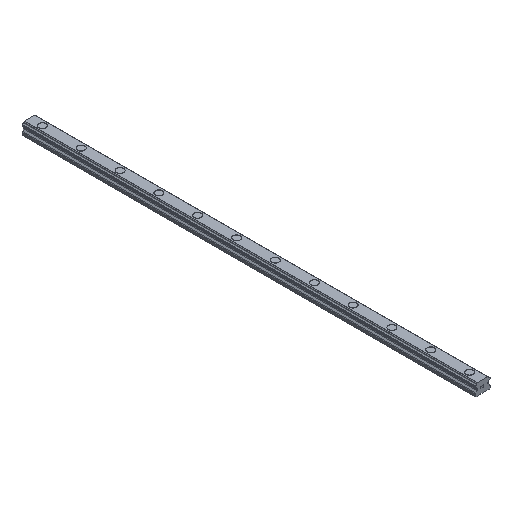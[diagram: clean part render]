
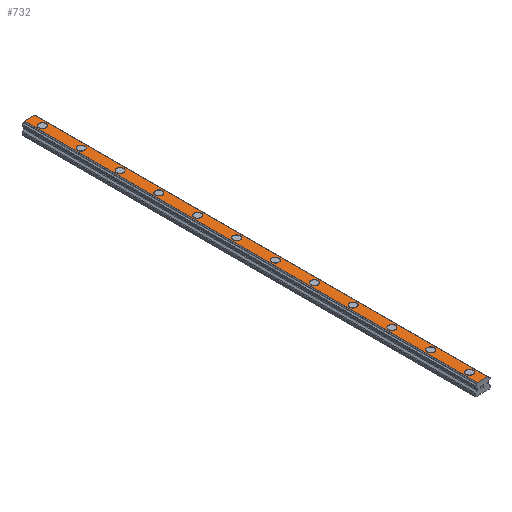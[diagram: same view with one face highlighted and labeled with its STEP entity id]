
A CAD part, isometric view. The second image highlights one B-rep face of the part: STEP entity #732.
In plain terms, the highlighted planar face has unit normal (0, 0, 1).
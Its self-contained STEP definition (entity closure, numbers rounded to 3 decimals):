
#732=ADVANCED_FACE('',(#1493,#1494,#1495,#1496,#1497,#1498,#1499,#1500,#1501,#1502,#1503,#1504,#1505),#1506,.T.);
#1493=FACE_BOUND('',#2276,.T.);
#1494=FACE_BOUND('',#2277,.T.);
#1495=FACE_BOUND('',#2278,.T.);
#1496=FACE_BOUND('',#2279,.T.);
#1497=FACE_BOUND('',#2280,.T.);
#1498=FACE_BOUND('',#2281,.T.);
#1499=FACE_BOUND('',#2282,.T.);
#1500=FACE_BOUND('',#2283,.T.);
#1501=FACE_BOUND('',#2284,.T.);
#1502=FACE_BOUND('',#2285,.T.);
#1503=FACE_BOUND('',#2286,.T.);
#1504=FACE_BOUND('',#2287,.T.);
#1505=FACE_OUTER_BOUND('',#2288,.T.);
#1506=PLANE('',#2289);
#2276=EDGE_LOOP('',(#4440,#4441));
#2277=EDGE_LOOP('',(#4442,#4443));
#2278=EDGE_LOOP('',(#4444,#4445));
#2279=EDGE_LOOP('',(#4446,#4447));
#2280=EDGE_LOOP('',(#4448,#4449));
#2281=EDGE_LOOP('',(#4450,#4451));
#2282=EDGE_LOOP('',(#4452,#4453));
#2283=EDGE_LOOP('',(#4454,#4455));
#2284=EDGE_LOOP('',(#4456,#4457));
#2285=EDGE_LOOP('',(#4458,#4459));
#2286=EDGE_LOOP('',(#4460,#4461));
#2287=EDGE_LOOP('',(#4462,#4463));
#2288=EDGE_LOOP('',(#4464,#4465,#4466,#4467));
#2289=AXIS2_PLACEMENT_3D('',#4468,#4469,#4470);
#4440=ORIENTED_EDGE('',*,*,#4825,.T.);
#4441=ORIENTED_EDGE('',*,*,#5283,.T.);
#4442=ORIENTED_EDGE('',*,*,#4811,.T.);
#4443=ORIENTED_EDGE('',*,*,#5325,.T.);
#4444=ORIENTED_EDGE('',*,*,#4797,.T.);
#4445=ORIENTED_EDGE('',*,*,#5340,.T.);
#4446=ORIENTED_EDGE('',*,*,#4783,.T.);
#4447=ORIENTED_EDGE('',*,*,#5355,.T.);
#4448=ORIENTED_EDGE('',*,*,#4769,.T.);
#4449=ORIENTED_EDGE('',*,*,#5370,.T.);
#4450=ORIENTED_EDGE('',*,*,#4755,.T.);
#4451=ORIENTED_EDGE('',*,*,#5385,.T.);
#4452=ORIENTED_EDGE('',*,*,#4741,.T.);
#4453=ORIENTED_EDGE('',*,*,#5400,.T.);
#4454=ORIENTED_EDGE('',*,*,#4727,.T.);
#4455=ORIENTED_EDGE('',*,*,#5415,.T.);
#4456=ORIENTED_EDGE('',*,*,#4713,.T.);
#4457=ORIENTED_EDGE('',*,*,#5430,.T.);
#4458=ORIENTED_EDGE('',*,*,#4699,.T.);
#4459=ORIENTED_EDGE('',*,*,#5445,.T.);
#4460=ORIENTED_EDGE('',*,*,#4685,.T.);
#4461=ORIENTED_EDGE('',*,*,#5460,.T.);
#4462=ORIENTED_EDGE('',*,*,#4671,.T.);
#4463=ORIENTED_EDGE('',*,*,#5475,.T.);
#4464=ORIENTED_EDGE('',*,*,#5262,.T.);
#4465=ORIENTED_EDGE('',*,*,#5528,.F.);
#4466=ORIENTED_EDGE('',*,*,#5136,.T.);
#4467=ORIENTED_EDGE('',*,*,#5526,.T.);
#4468=CARTESIAN_POINT('',(0.,700.0,18.));
#4469=DIRECTION('',(0.0,0.0,1.0));
#4470=DIRECTION('',(-1.0,0.0,0.0));
#4671=EDGE_CURVE('',#5588,#5585,#5589,.T.);
#4685=EDGE_CURVE('',#5614,#5611,#5615,.T.);
#4699=EDGE_CURVE('',#5640,#5637,#5641,.T.);
#4713=EDGE_CURVE('',#5666,#5663,#5667,.T.);
#4727=EDGE_CURVE('',#5692,#5689,#5693,.T.);
#4741=EDGE_CURVE('',#5718,#5715,#5719,.T.);
#4755=EDGE_CURVE('',#5744,#5741,#5745,.T.);
#4769=EDGE_CURVE('',#5770,#5767,#5771,.T.);
#4783=EDGE_CURVE('',#5796,#5793,#5797,.T.);
#4797=EDGE_CURVE('',#5822,#5819,#5823,.T.);
#4811=EDGE_CURVE('',#5848,#5845,#5849,.T.);
#4825=EDGE_CURVE('',#5874,#5871,#5875,.T.);
#5136=EDGE_CURVE('',#6333,#6331,#6334,.T.);
#5262=EDGE_CURVE('',#6540,#6538,#6541,.T.);
#5283=EDGE_CURVE('',#5871,#5874,#6580,.T.);
#5325=EDGE_CURVE('',#5845,#5848,#6637,.T.);
#5340=EDGE_CURVE('',#5819,#5822,#6655,.T.);
#5355=EDGE_CURVE('',#5793,#5796,#6673,.T.);
#5370=EDGE_CURVE('',#5767,#5770,#6691,.T.);
#5385=EDGE_CURVE('',#5741,#5744,#6709,.T.);
#5400=EDGE_CURVE('',#5715,#5718,#6727,.T.);
#5415=EDGE_CURVE('',#5689,#5692,#6745,.T.);
#5430=EDGE_CURVE('',#5663,#5666,#6763,.T.);
#5445=EDGE_CURVE('',#5637,#5640,#6781,.T.);
#5460=EDGE_CURVE('',#5611,#5614,#6799,.T.);
#5475=EDGE_CURVE('',#5585,#5588,#6817,.T.);
#5526=EDGE_CURVE('',#6331,#6540,#6871,.T.);
#5528=EDGE_CURVE('',#6333,#6538,#6873,.T.);
#5585=VERTEX_POINT('',#6932);
#5588=VERTEX_POINT('',#6936);
#5589=CIRCLE('',#6937,5.5);
#5611=VERTEX_POINT('',#6962);
#5614=VERTEX_POINT('',#6966);
#5615=CIRCLE('',#6967,5.5);
#5637=VERTEX_POINT('',#6992);
#5640=VERTEX_POINT('',#6996);
#5641=CIRCLE('',#6997,5.5);
#5663=VERTEX_POINT('',#7022);
#5666=VERTEX_POINT('',#7026);
#5667=CIRCLE('',#7027,5.5);
#5689=VERTEX_POINT('',#7052);
#5692=VERTEX_POINT('',#7056);
#5693=CIRCLE('',#7057,5.5);
#5715=VERTEX_POINT('',#7082);
#5718=VERTEX_POINT('',#7086);
#5719=CIRCLE('',#7087,5.5);
#5741=VERTEX_POINT('',#7112);
#5744=VERTEX_POINT('',#7116);
#5745=CIRCLE('',#7117,5.5);
#5767=VERTEX_POINT('',#7142);
#5770=VERTEX_POINT('',#7146);
#5771=CIRCLE('',#7147,5.5);
#5793=VERTEX_POINT('',#7172);
#5796=VERTEX_POINT('',#7176);
#5797=CIRCLE('',#7177,5.5);
#5819=VERTEX_POINT('',#7202);
#5822=VERTEX_POINT('',#7206);
#5823=CIRCLE('',#7207,5.5);
#5845=VERTEX_POINT('',#7232);
#5848=VERTEX_POINT('',#7236);
#5849=CIRCLE('',#7237,5.5);
#5871=VERTEX_POINT('',#7262);
#5874=VERTEX_POINT('',#7266);
#5875=CIRCLE('',#7267,5.5);
#6331=VERTEX_POINT('',#7873);
#6333=VERTEX_POINT('',#7875);
#6334=LINE('',#7876,#7877);
#6538=VERTEX_POINT('',#8162);
#6540=VERTEX_POINT('',#8164);
#6541=LINE('',#8165,#8166);
#6580=CIRCLE('',#8214,5.5);
#6637=CIRCLE('',#8288,5.5);
#6655=CIRCLE('',#8309,5.5);
#6673=CIRCLE('',#8330,5.5);
#6691=CIRCLE('',#8351,5.5);
#6709=CIRCLE('',#8372,5.5);
#6727=CIRCLE('',#8393,5.5);
#6745=CIRCLE('',#8414,5.5);
#6763=CIRCLE('',#8435,5.5);
#6781=CIRCLE('',#8456,5.5);
#6799=CIRCLE('',#8477,5.5);
#6817=CIRCLE('',#8498,5.5);
#6871=LINE('',#8573,#8574);
#6873=LINE('',#8576,#8577);
#6932=CARTESIAN_POINT('',(5.5,20.0,18.));
#6936=CARTESIAN_POINT('',(-5.5,20.0,18.));
#6937=AXIS2_PLACEMENT_3D('',#8655,#8656,#8657);
#6962=CARTESIAN_POINT('',(5.5,80.0,18.));
#6966=CARTESIAN_POINT('',(-5.5,80.0,18.));
#6967=AXIS2_PLACEMENT_3D('',#8683,#8684,#8685);
#6992=CARTESIAN_POINT('',(5.5,140.0,18.));
#6996=CARTESIAN_POINT('',(-5.5,140.0,18.));
#6997=AXIS2_PLACEMENT_3D('',#8711,#8712,#8713);
#7022=CARTESIAN_POINT('',(5.5,200.0,18.));
#7026=CARTESIAN_POINT('',(-5.5,200.0,18.));
#7027=AXIS2_PLACEMENT_3D('',#8739,#8740,#8741);
#7052=CARTESIAN_POINT('',(5.5,260.0,18.));
#7056=CARTESIAN_POINT('',(-5.5,260.0,18.));
#7057=AXIS2_PLACEMENT_3D('',#8767,#8768,#8769);
#7082=CARTESIAN_POINT('',(5.5,320.0,18.));
#7086=CARTESIAN_POINT('',(-5.5,320.0,18.));
#7087=AXIS2_PLACEMENT_3D('',#8795,#8796,#8797);
#7112=CARTESIAN_POINT('',(5.5,380.0,18.));
#7116=CARTESIAN_POINT('',(-5.5,380.0,18.));
#7117=AXIS2_PLACEMENT_3D('',#8823,#8824,#8825);
#7142=CARTESIAN_POINT('',(5.5,440.0,18.));
#7146=CARTESIAN_POINT('',(-5.5,440.0,18.));
#7147=AXIS2_PLACEMENT_3D('',#8851,#8852,#8853);
#7172=CARTESIAN_POINT('',(5.5,500.0,18.));
#7176=CARTESIAN_POINT('',(-5.5,500.0,18.));
#7177=AXIS2_PLACEMENT_3D('',#8879,#8880,#8881);
#7202=CARTESIAN_POINT('',(5.5,560.0,18.));
#7206=CARTESIAN_POINT('',(-5.5,560.0,18.));
#7207=AXIS2_PLACEMENT_3D('',#8907,#8908,#8909);
#7232=CARTESIAN_POINT('',(5.5,620.0,18.));
#7236=CARTESIAN_POINT('',(-5.5,620.0,18.));
#7237=AXIS2_PLACEMENT_3D('',#8935,#8936,#8937);
#7262=CARTESIAN_POINT('',(5.5,680.0,18.));
#7266=CARTESIAN_POINT('',(-5.5,680.0,18.));
#7267=AXIS2_PLACEMENT_3D('',#8963,#8964,#8965);
#7873=CARTESIAN_POINT('',(-7.959,700.0,18.));
#7875=CARTESIAN_POINT('',(7.959,700.0,18.));
#7876=CARTESIAN_POINT('',(7.959,700.0,18.));
#7877=VECTOR('',#9329,1.0);
#8162=CARTESIAN_POINT('',(7.959,0.0,18.));
#8164=CARTESIAN_POINT('',(-7.959,0.0,18.));
#8165=CARTESIAN_POINT('',(7.959,0.0,18.));
#8166=VECTOR('',#9471,1.0);
#8214=AXIS2_PLACEMENT_3D('',#9511,#9512,#9513);
#8288=AXIS2_PLACEMENT_3D('',#9582,#9583,#9584);
#8309=AXIS2_PLACEMENT_3D('',#9603,#9604,#9605);
#8330=AXIS2_PLACEMENT_3D('',#9624,#9625,#9626);
#8351=AXIS2_PLACEMENT_3D('',#9645,#9646,#9647);
#8372=AXIS2_PLACEMENT_3D('',#9666,#9667,#9668);
#8393=AXIS2_PLACEMENT_3D('',#9687,#9688,#9689);
#8414=AXIS2_PLACEMENT_3D('',#9708,#9709,#9710);
#8435=AXIS2_PLACEMENT_3D('',#9729,#9730,#9731);
#8456=AXIS2_PLACEMENT_3D('',#9750,#9751,#9752);
#8477=AXIS2_PLACEMENT_3D('',#9771,#9772,#9773);
#8498=AXIS2_PLACEMENT_3D('',#9792,#9793,#9794);
#8573=CARTESIAN_POINT('',(-7.959,700.0,18.));
#8574=VECTOR('',#9831,1.0);
#8576=CARTESIAN_POINT('',(7.959,700.0,18.));
#8577=VECTOR('',#9832,1.0);
#8655=CARTESIAN_POINT('',(0.0,20.0,18.));
#8656=DIRECTION('',(0.0,0.0,-1.0));
#8657=DIRECTION('',(1.0,0.0,0.0));
#8683=CARTESIAN_POINT('',(0.0,80.0,18.));
#8684=DIRECTION('',(0.0,0.0,-1.0));
#8685=DIRECTION('',(1.0,0.0,0.0));
#8711=CARTESIAN_POINT('',(0.0,140.0,18.));
#8712=DIRECTION('',(0.0,0.0,-1.0));
#8713=DIRECTION('',(1.0,0.0,0.0));
#8739=CARTESIAN_POINT('',(0.0,200.0,18.));
#8740=DIRECTION('',(0.0,0.0,-1.0));
#8741=DIRECTION('',(1.0,0.0,0.0));
#8767=CARTESIAN_POINT('',(0.0,260.0,18.));
#8768=DIRECTION('',(0.0,0.0,-1.0));
#8769=DIRECTION('',(1.0,0.0,0.0));
#8795=CARTESIAN_POINT('',(0.0,320.0,18.));
#8796=DIRECTION('',(0.0,0.0,-1.0));
#8797=DIRECTION('',(1.0,0.0,0.0));
#8823=CARTESIAN_POINT('',(0.0,380.0,18.));
#8824=DIRECTION('',(0.0,0.0,-1.0));
#8825=DIRECTION('',(1.0,0.0,0.0));
#8851=CARTESIAN_POINT('',(0.0,440.0,18.));
#8852=DIRECTION('',(0.0,0.0,-1.0));
#8853=DIRECTION('',(1.0,0.0,0.0));
#8879=CARTESIAN_POINT('',(0.0,500.0,18.));
#8880=DIRECTION('',(0.0,0.0,-1.0));
#8881=DIRECTION('',(1.0,0.0,0.0));
#8907=CARTESIAN_POINT('',(0.0,560.0,18.));
#8908=DIRECTION('',(0.0,0.0,-1.0));
#8909=DIRECTION('',(1.0,0.0,0.0));
#8935=CARTESIAN_POINT('',(0.0,620.0,18.));
#8936=DIRECTION('',(0.0,0.0,-1.0));
#8937=DIRECTION('',(1.0,0.0,0.0));
#8963=CARTESIAN_POINT('',(0.0,680.0,18.));
#8964=DIRECTION('',(0.0,0.0,-1.0));
#8965=DIRECTION('',(1.0,0.0,0.0));
#9329=DIRECTION('',(-1.0,0.0,0.0));
#9471=DIRECTION('',(1.0,0.0,0.0));
#9511=CARTESIAN_POINT('',(0.0,680.0,18.));
#9512=DIRECTION('',(0.0,0.0,-1.0));
#9513=DIRECTION('',(1.0,0.0,0.0));
#9582=CARTESIAN_POINT('',(0.0,620.0,18.));
#9583=DIRECTION('',(0.0,0.0,-1.0));
#9584=DIRECTION('',(1.0,0.0,0.0));
#9603=CARTESIAN_POINT('',(0.0,560.0,18.));
#9604=DIRECTION('',(0.0,0.0,-1.0));
#9605=DIRECTION('',(1.0,0.0,0.0));
#9624=CARTESIAN_POINT('',(0.0,500.0,18.));
#9625=DIRECTION('',(0.0,0.0,-1.0));
#9626=DIRECTION('',(1.0,0.0,0.0));
#9645=CARTESIAN_POINT('',(0.0,440.0,18.));
#9646=DIRECTION('',(0.0,0.0,-1.0));
#9647=DIRECTION('',(1.0,0.0,0.0));
#9666=CARTESIAN_POINT('',(0.0,380.0,18.));
#9667=DIRECTION('',(0.0,0.0,-1.0));
#9668=DIRECTION('',(1.0,0.0,0.0));
#9687=CARTESIAN_POINT('',(0.0,320.0,18.));
#9688=DIRECTION('',(0.0,0.0,-1.0));
#9689=DIRECTION('',(1.0,0.0,0.0));
#9708=CARTESIAN_POINT('',(0.0,260.0,18.));
#9709=DIRECTION('',(0.0,0.0,-1.0));
#9710=DIRECTION('',(1.0,0.0,0.0));
#9729=CARTESIAN_POINT('',(0.0,200.0,18.));
#9730=DIRECTION('',(0.0,0.0,-1.0));
#9731=DIRECTION('',(1.0,0.0,0.0));
#9750=CARTESIAN_POINT('',(0.0,140.0,18.));
#9751=DIRECTION('',(0.0,0.0,-1.0));
#9752=DIRECTION('',(1.0,0.0,0.0));
#9771=CARTESIAN_POINT('',(0.0,80.0,18.));
#9772=DIRECTION('',(0.0,0.0,-1.0));
#9773=DIRECTION('',(1.0,0.0,0.0));
#9792=CARTESIAN_POINT('',(0.0,20.0,18.));
#9793=DIRECTION('',(0.0,0.0,-1.0));
#9794=DIRECTION('',(1.0,0.0,0.0));
#9831=DIRECTION('',(0.0,-1.0,0.0));
#9832=DIRECTION('',(0.0,-1.0,0.0));
